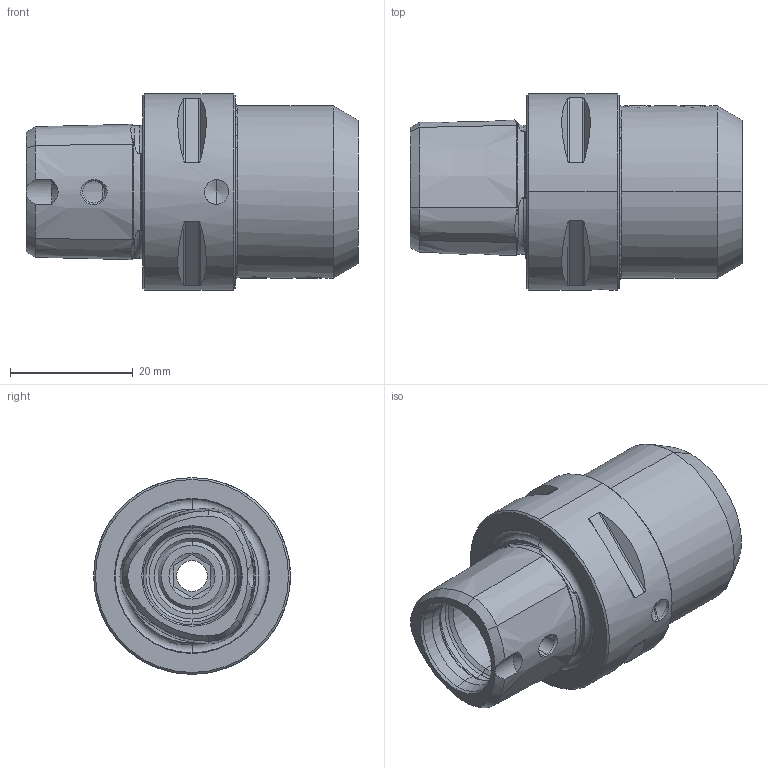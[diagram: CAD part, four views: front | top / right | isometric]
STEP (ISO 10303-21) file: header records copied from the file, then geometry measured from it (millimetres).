
FILE_DESCRIPTION (( 'STEP AP214' ), '1' );
FILE_NAME ('PS3.B08.So1.035.STEP', '2019-05-07T07:17:26', ( '' ), ( '' ), 'SwSTEP 2.0', 'SolidWorks 2017', '' );
FILE_SCHEMA (( 'AUTOMOTIVE_DESIGN' ));
Length unit declared in the file: millimetre
Products named in the file (10): PS3.B08.So1.035; ER1.PS3.012.016_A; ISO 4026 - M5 x 10_ISO 4026 - M5 x 10; PS3-B08.So1.035_A; ISO 4026 - M5 x 10
Assembly tree (6 placements, depth 2):
  PS3.B08.So1.035
    PS3-B08.So1.035_A
    ISO 4026 - M5 x 10_ISO 4026 - M5 x 10  x4
    ER1.PS3.012.016_A
  ER1.PS3.012.016_A
  PS3-B08.So1.035_A
  ISO 4026 - M5 x 10
  ISO 4026 - M5 x 10
Bounding box: 54 x 32 x 32 mm (x, y, z)
Volume: 26647.6 mm3; surface area: 9897.8 mm2
Topology: 6 solids, 6 shells, 236 faces, 545 edges, 326 vertices
Faces by surface type: cone 84, plane 65, cylinder 49, torus 36, bspline 2
Entity records: 6881 total; most frequent: CARTESIAN_POINT 2206, DIRECTION 917, ORIENTED_EDGE 894, EDGE_CURVE 447, AXIS2_PLACEMENT_3D 381, VERTEX_POINT 266, EDGE_LOOP 209, ADVANCED_FACE 191
